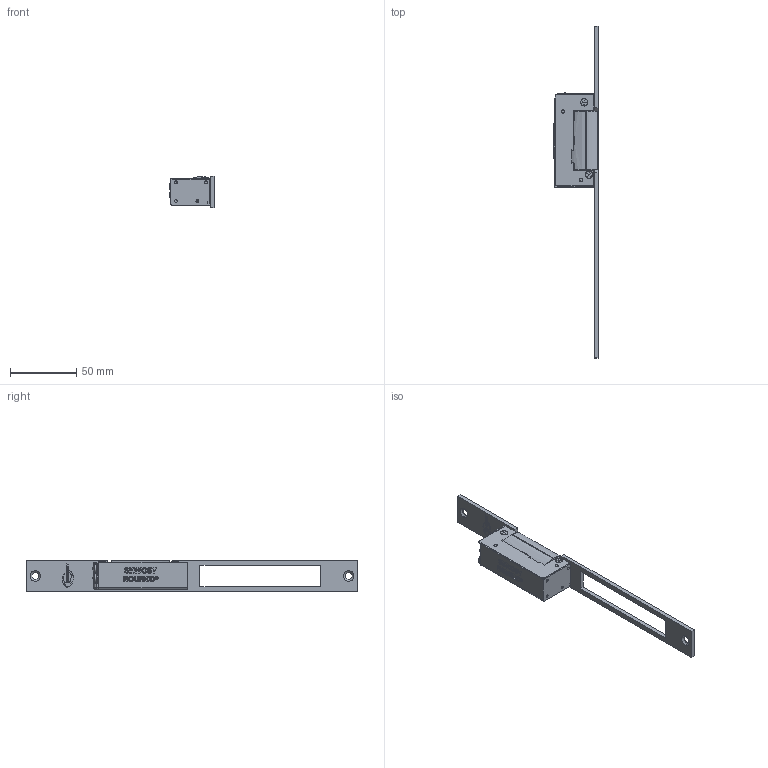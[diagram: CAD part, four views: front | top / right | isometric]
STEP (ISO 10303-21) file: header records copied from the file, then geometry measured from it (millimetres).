
FILE_DESCRIPTION (( 'STEP AP214' ), '1' );
FILE_NAME ('SER2MO203.step', '2025-03-31T08:49:36', ( '' ), ( '' ), 'SwSTEP 2.0', 'SolidWorks 2024', '' );
FILE_SCHEMA (( 'AUTOMOTIVE_DESIGN' ));
Length unit declared in the file: millimetre
Products named in the file (3): SER2MO203; SEF203; SER2MO
Assembly tree (2 placements, depth 2):
  SER2MO203
    SEF203
    SER2MO
Bounding box: 33.2 x 250 x 24 mm (x, y, z)
Volume: 10657 mm3; surface area: 34265.5 mm2
Topology: 1 solids, 24 shells, 2397 faces, 6309 edges, 4084 vertices
Faces by surface type: plane 1620, cylinder 547, bspline 147, cone 82, sphere 1
Full cylindrical faces by diameter (mm): 3 x3
Entity records: 80892 total; most frequent: CARTESIAN_POINT 22188, ORIENTED_EDGE 12582, DIRECTION 11451, EDGE_CURVE 6300, VECTOR 4433, LINE 4433, VERTEX_POINT 4087, AXIS2_PLACEMENT_3D 3509
